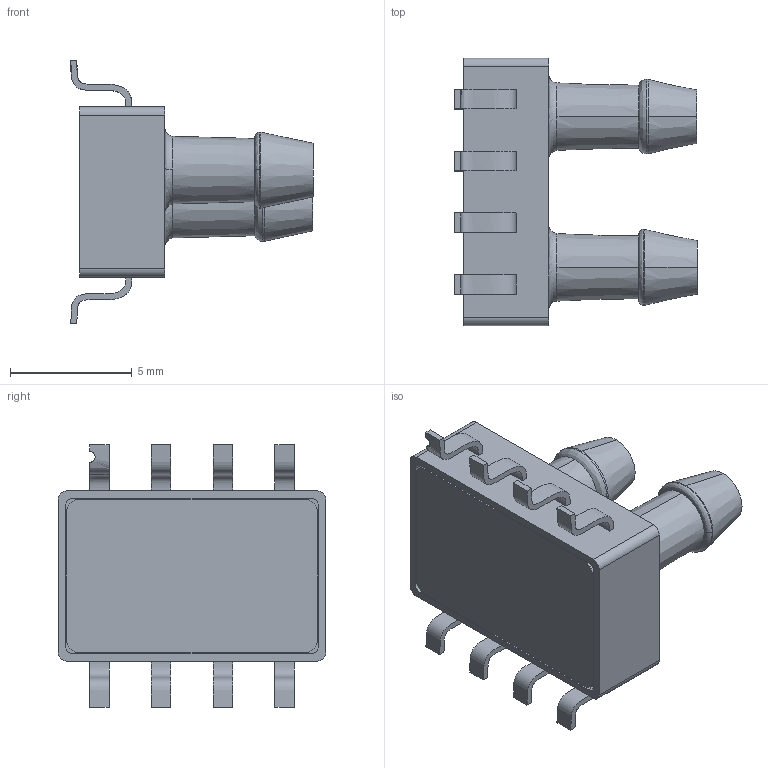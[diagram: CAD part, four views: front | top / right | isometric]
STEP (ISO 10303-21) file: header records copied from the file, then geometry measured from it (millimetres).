
FILE_DESCRIPTION (( 'STEP AP203' ), '1' );
FILE_NAME ('6897.STEP', '2022-02-25T07:38:15', ( '' ), ( '' ), 'SwSTEP 2.0', 'SolidWorks 2021', '' );
FILE_SCHEMA (( 'CONFIG_CONTROL_DESIGN' ));
Length unit declared in the file: millimetre
Products named in the file (1): 6897
Bounding box: 9.97 x 11 x 10.8 mm (x, y, z)
Volume: 272.9 mm3; surface area: 657.7 mm2
Topology: 1 solids, 1 shells, 117 faces, 296 edges, 196 vertices
Faces by surface type: plane 60, bspline 28, cylinder 19, cone 10
Entity records: 5671 total; most frequent: CARTESIAN_POINT 2872, ORIENTED_EDGE 592, DIRECTION 510, EDGE_CURVE 296, VERTEX_POINT 196, AXIS2_PLACEMENT_3D 172, VECTOR 166, LINE 166
